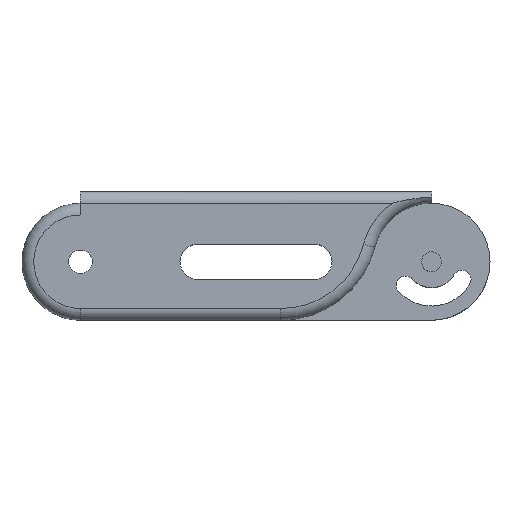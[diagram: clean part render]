
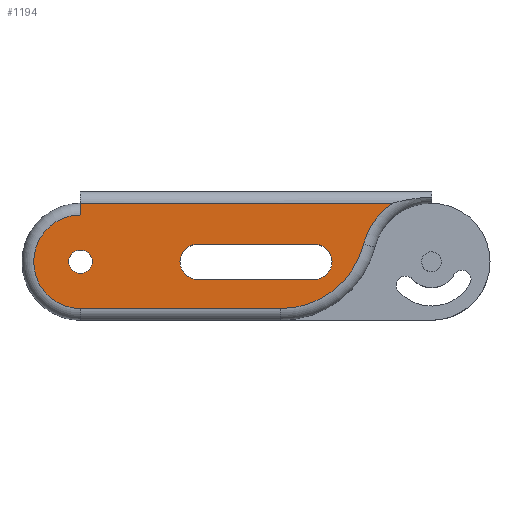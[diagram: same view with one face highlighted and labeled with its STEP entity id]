
A CAD part, top view. The second image highlights one B-rep face of the part: STEP entity #1194.
In plain terms, the highlighted planar face has unit normal (0, 0, 1).
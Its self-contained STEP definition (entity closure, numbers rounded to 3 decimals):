
#15=FACE_BOUND('',#369,.T.);
#16=FACE_BOUND('',#370,.T.);
#31=PLANE('',#1302);
#73=LINE('',#1905,#172);
#74=LINE('',#1914,#173);
#75=LINE('',#1915,#174);
#76=LINE('',#1918,#175);
#77=LINE('',#1922,#176);
#172=VECTOR('',#1499,10.);
#173=VECTOR('',#1510,10.);
#174=VECTOR('',#1511,10.);
#175=VECTOR('',#1512,10.);
#176=VECTOR('',#1515,10.);
#301=FACE_OUTER_BOUND('',#368,.T.);
#368=EDGE_LOOP('',(#875,#876,#877,#878,#879,#880));
#369=EDGE_LOOP('',(#881,#882,#883,#884));
#370=EDGE_LOOP('',(#885));
#455=CIRCLE('',#1289,6.);
#460=CIRCLE('',#1295,7.3);
#464=CIRCLE('',#1301,4.);
#465=CIRCLE('',#1303,1.5);
#466=CIRCLE('',#1304,1.5);
#467=CIRCLE('',#1305,1.);
#543=VERTEX_POINT('',#1880);
#544=VERTEX_POINT('',#1889);
#546=VERTEX_POINT('',#1895);
#548=VERTEX_POINT('',#1901);
#550=VERTEX_POINT('',#1907);
#552=VERTEX_POINT('',#1913);
#553=VERTEX_POINT('',#1916);
#554=VERTEX_POINT('',#1917);
#555=VERTEX_POINT('',#1919);
#556=VERTEX_POINT('',#1921);
#557=VERTEX_POINT('',#1924);
#666=EDGE_CURVE('',#543,#544,#455,.T.);
#671=EDGE_CURVE('',#544,#546,#460,.T.);
#674=EDGE_CURVE('',#546,#548,#73,.T.);
#677=EDGE_CURVE('',#548,#550,#464,.T.);
#678=EDGE_CURVE('',#550,#552,#74,.T.);
#679=EDGE_CURVE('',#552,#543,#75,.T.);
#680=EDGE_CURVE('',#553,#554,#76,.T.);
#681=EDGE_CURVE('',#555,#553,#465,.T.);
#682=EDGE_CURVE('',#556,#555,#77,.T.);
#683=EDGE_CURVE('',#554,#556,#466,.T.);
#684=EDGE_CURVE('',#557,#557,#467,.T.);
#875=ORIENTED_EDGE('',*,*,#678,.F.);
#876=ORIENTED_EDGE('',*,*,#677,.F.);
#877=ORIENTED_EDGE('',*,*,#674,.F.);
#878=ORIENTED_EDGE('',*,*,#671,.F.);
#879=ORIENTED_EDGE('',*,*,#666,.F.);
#880=ORIENTED_EDGE('',*,*,#679,.F.);
#881=ORIENTED_EDGE('',*,*,#680,.F.);
#882=ORIENTED_EDGE('',*,*,#681,.F.);
#883=ORIENTED_EDGE('',*,*,#682,.F.);
#884=ORIENTED_EDGE('',*,*,#683,.F.);
#885=ORIENTED_EDGE('',*,*,#684,.T.);
#1194=ADVANCED_FACE('',(#301,#15,#16),#31,.T.);
#1289=AXIS2_PLACEMENT_3D('',#1890,#1480,#1481);
#1295=AXIS2_PLACEMENT_3D('',#1899,#1492,#1493);
#1301=AXIS2_PLACEMENT_3D('',#1911,#1506,#1507);
#1302=AXIS2_PLACEMENT_3D('',#1912,#1508,#1509);
#1303=AXIS2_PLACEMENT_3D('',#1920,#1513,#1514);
#1304=AXIS2_PLACEMENT_3D('',#1923,#1516,#1517);
#1305=AXIS2_PLACEMENT_3D('',#1925,#1518,#1519);
#1480=DIRECTION('center_axis',(0.,0.,1.));
#1481=DIRECTION('ref_axis',(-0.613,0.79,0.));
#1492=DIRECTION('center_axis',(0.,0.,-1.));
#1493=DIRECTION('ref_axis',(0.613,-0.79,0.));
#1499=DIRECTION('',(-1.,0.,0.));
#1506=DIRECTION('center_axis',(0.,0.,-1.));
#1507=DIRECTION('ref_axis',(-1.,0.,0.));
#1508=DIRECTION('center_axis',(0.,0.,1.));
#1509=DIRECTION('ref_axis',(1.,0.,0.));
#1510=DIRECTION('',(0.,1.,0.));
#1511=DIRECTION('',(1.,0.,0.));
#1512=DIRECTION('',(1.,0.,0.));
#1513=DIRECTION('center_axis',(0.,0.,1.));
#1514=DIRECTION('ref_axis',(0.,1.,0.));
#1515=DIRECTION('',(-1.,0.,0.));
#1516=DIRECTION('center_axis',(0.,0.,1.));
#1517=DIRECTION('ref_axis',(0.,-1.,0.));
#1518=DIRECTION('center_axis',(0.,0.,-1.));
#1519=DIRECTION('ref_axis',(1.,0.,0.));
#1880=CARTESIAN_POINT('',(11.683,5.,10.));
#1889=CARTESIAN_POINT('',(9.188,1.489,10.));
#1890=CARTESIAN_POINT('Origin',(15.,0.,10.));
#1895=CARTESIAN_POINT('',(2.116,-4.,10.));
#1899=CARTESIAN_POINT('Origin',(2.116,3.3,10.));
#1901=CARTESIAN_POINT('',(-15.,-4.,10.));
#1905=CARTESIAN_POINT('',(-7.5,-4.,10.));
#1907=CARTESIAN_POINT('',(-15.,4.,10.));
#1911=CARTESIAN_POINT('Origin',(-15.,0.,
10.));
#1912=CARTESIAN_POINT('Origin',(0.,3.5,10.));
#1913=CARTESIAN_POINT('',(-15.,5.,10.));
#1914=CARTESIAN_POINT('',(-15.,4.75,10.));
#1915=CARTESIAN_POINT('',(7.5,5.,10.));
#1916=CARTESIAN_POINT('',(-5.,-1.5,10.));
#1917=CARTESIAN_POINT('',(5.,-1.5,10.));
#1918=CARTESIAN_POINT('',(-2.5,-1.5,10.));
#1919=CARTESIAN_POINT('',(-5.,1.5,10.));
#1920=CARTESIAN_POINT('Origin',(-5.,0.,10.));
#1921=CARTESIAN_POINT('',(5.,1.5,10.));
#1922=CARTESIAN_POINT('',(2.5,1.5,10.));
#1923=CARTESIAN_POINT('Origin',(5.,0.,10.));
#1924=CARTESIAN_POINT('',(-16.,0.,10.));
#1925=CARTESIAN_POINT('Origin',(-15.,0.,
10.));
